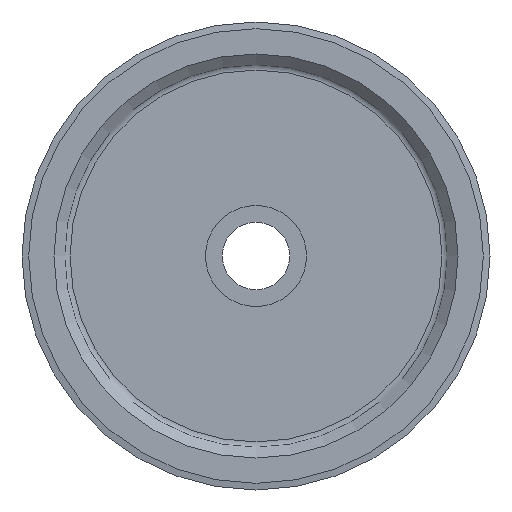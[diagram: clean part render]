
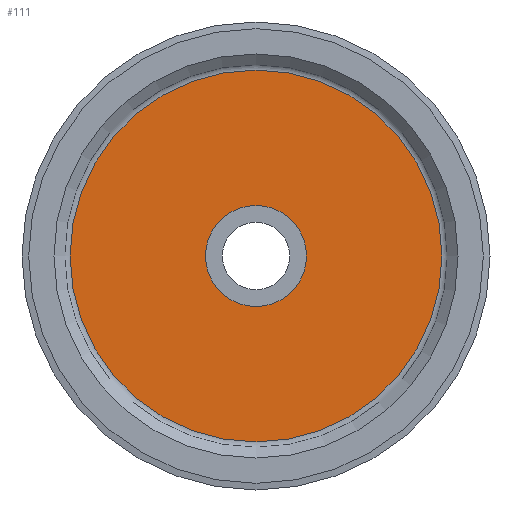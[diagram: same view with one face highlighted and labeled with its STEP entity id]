
A CAD part, left-side view. The second image highlights one B-rep face of the part: STEP entity #111.
In plain terms, the highlighted planar face has unit normal (-1, 0, 0).
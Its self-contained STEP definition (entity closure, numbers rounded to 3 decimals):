
#9 = PLANE ( 'NONE',  #403 ) ;
#57 = DIRECTION ( 'NONE',  ( 1., 0., 0. ) ) ;
#98 = DIRECTION ( 'NONE',  ( 0., 0., -1. ) ) ;
#106 = CIRCLE ( 'NONE', #378, 220.868 ) ;
#107 = EDGE_CURVE ( 'NONE', #127, #127, #334, .T. ) ;
#111 = ADVANCED_FACE ( 'NONE', ( #459, #232 ), #9, .F. ) ;
#114 = AXIS2_PLACEMENT_3D ( 'NONE', #136, #348, #98 ) ;
#120 = CARTESIAN_POINT ( 'NONE',  ( 13., 0., 220.868 ) ) ;
#127 = VERTEX_POINT ( 'NONE', #269 ) ;
#128 = DIRECTION ( 'NONE',  ( 0., 0., -1. ) ) ;
#132 = EDGE_CURVE ( 'NONE', #300, #300, #106, .T. ) ;
#136 = CARTESIAN_POINT ( 'NONE',  ( 13., 0., 0. ) ) ;
#160 = EDGE_LOOP ( 'NONE', ( #343 ) ) ;
#232 = FACE_OUTER_BOUND ( 'NONE', #383, .T. ) ;
#241 = CARTESIAN_POINT ( 'NONE',  ( 13., 0., 0. ) ) ;
#259 = ORIENTED_EDGE ( 'NONE', *, *, #132, .T. ) ;
#269 = CARTESIAN_POINT ( 'NONE',  ( 13., 0., -60. ) ) ;
#300 = VERTEX_POINT ( 'NONE', #120 ) ;
#310 = CARTESIAN_POINT ( 'NONE',  ( 13., 70., 0. ) ) ;
#334 = CIRCLE ( 'NONE', #114, 60. ) ;
#343 = ORIENTED_EDGE ( 'NONE', *, *, #107, .F. ) ;
#348 = DIRECTION ( 'NONE',  ( -1., 0., 0. ) ) ;
#378 = AXIS2_PLACEMENT_3D ( 'NONE', #241, #391, #394 ) ;
#383 = EDGE_LOOP ( 'NONE', ( #259 ) ) ;
#391 = DIRECTION ( 'NONE',  ( -1., 0., 0. ) ) ;
#394 = DIRECTION ( 'NONE',  ( 0., 0., 1. ) ) ;
#403 = AXIS2_PLACEMENT_3D ( 'NONE', #310, #57, #128 ) ;
#459 = FACE_BOUND ( 'NONE', #160, .T. ) ;
